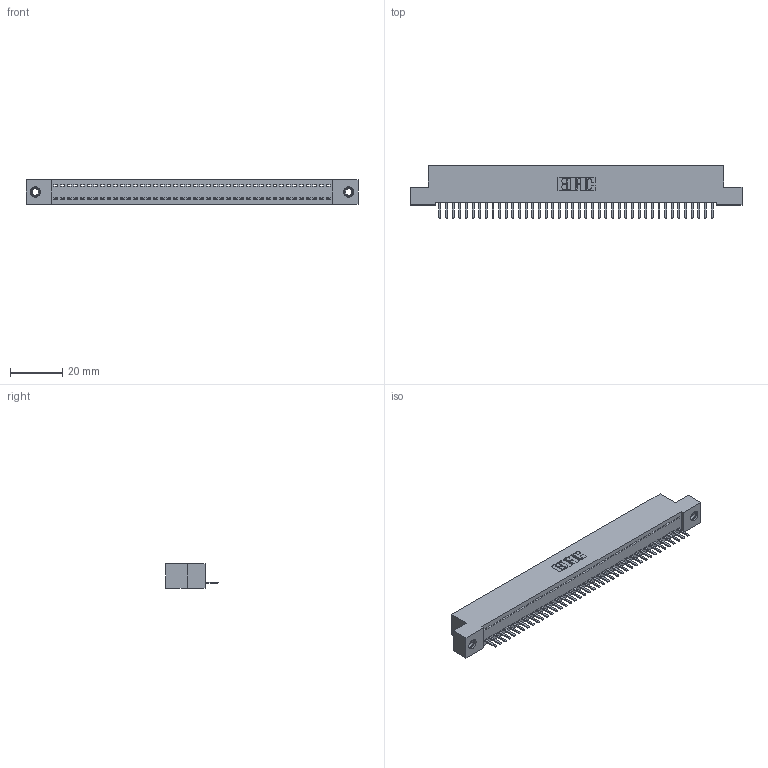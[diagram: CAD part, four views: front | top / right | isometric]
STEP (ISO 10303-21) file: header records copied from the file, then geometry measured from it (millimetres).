
FILE_DESCRIPTION (( 'STEP AP203' ), '1' );
FILE_NAME ('392-042-520-107.STEP', '2018-08-16T13:10:35', ( '' ), ( '' ), 'SwSTEP 2.0', 'SolidWorks 2016', '' );
FILE_SCHEMA (( 'CONFIG_CONTROL_DESIGN' ));
Length unit declared in the file: inch
Products named in the file (4): 345-292-001_345-293-120; 345-250-001_345-250-005-103; 392-042-520-107; 342 Part_TI
Assembly tree (45 placements, depth 2):
  392-042-520-107
    342 Part_TI
    345-292-001_345-293-120  x42
    345-250-001_345-250-005-103  x2
Bounding box: 127 x 20.02 x 9.4 mm (x, y, z)
Volume: 11001.9 mm3; surface area: 15801.5 mm2
Topology: 45 solids, 45 shells, 2774 faces, 8163 edges, 5322 vertices
Faces by surface type: plane 1946, cylinder 812, cone 12, torus 4
Entity records: 26844 total; most frequent: CARTESIAN_POINT 4623, ORIENTED_EDGE 4582, DIRECTION 3921, EDGE_CURVE 2291, VECTOR 2139, LINE 2139, VERTEX_POINT 1520, AXIS2_PLACEMENT_3D 891
